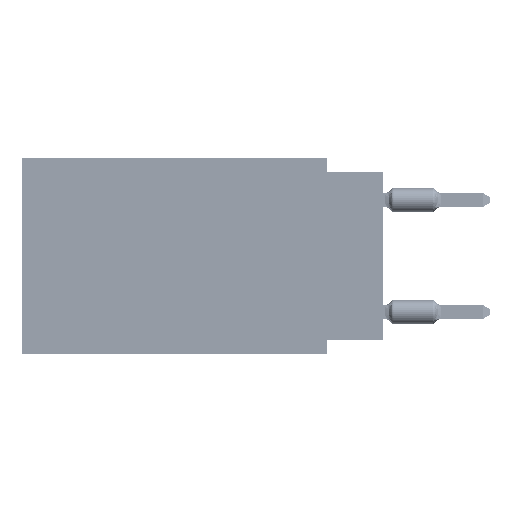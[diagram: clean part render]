
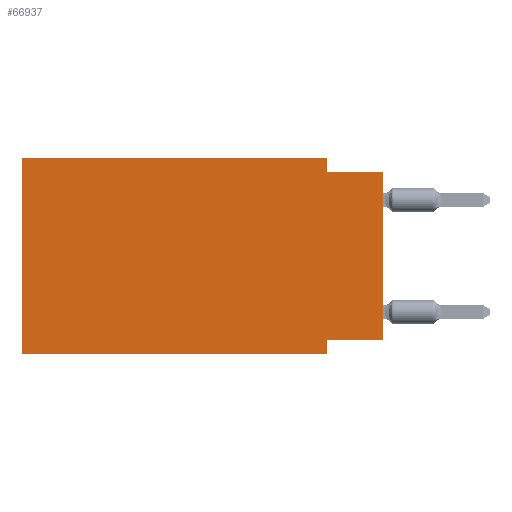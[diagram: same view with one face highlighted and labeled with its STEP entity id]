
A CAD part, left-side view. The second image highlights one B-rep face of the part: STEP entity #66937.
In plain terms, the highlighted planar face has unit normal (-1, 0, 0).
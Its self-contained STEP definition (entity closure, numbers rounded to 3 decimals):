
#989 = DIRECTION ( 'NONE',  ( 1., 0., 0. ) ) ;
#2586 = VECTOR ( 'NONE', #69619, 1000. ) ;
#3005 = CARTESIAN_POINT ( 'NONE',  ( 0., 2.54, 0. ) ) ;
#4992 = CARTESIAN_POINT ( 'NONE',  ( 0., 2.54, 0. ) ) ;
#5227 = VECTOR ( 'NONE', #43821, 1000. ) ;
#5827 = DIRECTION ( 'NONE',  ( 0., 0., -1. ) ) ;
#6594 = EDGE_CURVE ( 'NONE', #23572, #70061, #31367, .T. ) ;
#6911 = ORIENTED_EDGE ( 'NONE', *, *, #35970, .T. ) ;
#7626 = ORIENTED_EDGE ( 'NONE', *, *, #73891, .F. ) ;
#8822 = CARTESIAN_POINT ( 'NONE',  ( 0., 0., -8.255 ) ) ;
#11507 = CARTESIAN_POINT ( 'NONE',  ( 0., 16.383, 0. ) ) ;
#11875 = FACE_OUTER_BOUND ( 'NONE', #31639, .T. ) ;
#16380 = CARTESIAN_POINT ( 'NONE',  ( 0., 0., -0.635 ) ) ;
#16786 = CARTESIAN_POINT ( 'NONE',  ( 0., 2.54, -8.255 ) ) ;
#16812 = AXIS2_PLACEMENT_3D ( 'NONE', #11507, #989, #40746 ) ;
#21758 = ORIENTED_EDGE ( 'NONE', *, *, #38110, .F. ) ;
#23388 = EDGE_CURVE ( 'NONE', #44053, #70128, #34328, .T. ) ;
#23572 = VERTEX_POINT ( 'NONE', #52321 ) ;
#26997 = EDGE_CURVE ( 'NONE', #23572, #70128, #62937, .T. ) ;
#28277 = VECTOR ( 'NONE', #43555, 1000. ) ;
#28388 = VECTOR ( 'NONE', #32109, 1000. ) ;
#29910 = DIRECTION ( 'NONE',  ( 0., -1., 0. ) ) ;
#31367 = LINE ( 'NONE', #38117, #28388 ) ;
#31639 = EDGE_LOOP ( 'NONE', ( #6911, #71965, #7626, #66406, #38689, #61560, #74049, #21758 ) ) ;
#32070 = CARTESIAN_POINT ( 'NONE',  ( 0., 16.383, 0. ) ) ;
#32109 = DIRECTION ( 'NONE',  ( 0., 0., 1. ) ) ;
#32225 = EDGE_CURVE ( 'NONE', #70061, #51966, #70700, .T. ) ;
#34328 = LINE ( 'NONE', #40335, #49078 ) ;
#34610 = DIRECTION ( 'NONE',  ( 0., 0., -1. ) ) ;
#35970 = EDGE_CURVE ( 'NONE', #67082, #40957, #52391, .T. ) ;
#38110 = EDGE_CURVE ( 'NONE', #67082, #44053, #44193, .T. ) ;
#38117 = CARTESIAN_POINT ( 'NONE',  ( 0., 16.383, 0. ) ) ;
#38465 = VECTOR ( 'NONE', #29910, 1000. ) ;
#38689 = ORIENTED_EDGE ( 'NONE', *, *, #6594, .F. ) ;
#39100 = CARTESIAN_POINT ( 'NONE',  ( 0., 2.54, -0.635 ) ) ;
#40335 = CARTESIAN_POINT ( 'NONE',  ( 0., 2.54, -8.89 ) ) ;
#40639 = EDGE_CURVE ( 'NONE', #56035, #40957, #49560, .T. ) ;
#40746 = DIRECTION ( 'NONE',  ( 0., 0., -1. ) ) ;
#40957 = VERTEX_POINT ( 'NONE', #16380 ) ;
#43555 = DIRECTION ( 'NONE',  ( 0., -1., 0. ) ) ;
#43821 = DIRECTION ( 'NONE',  ( 0., 1., 0. ) ) ;
#44053 = VERTEX_POINT ( 'NONE', #16786 ) ;
#44193 = LINE ( 'NONE', #72309, #5227 ) ;
#45026 = CARTESIAN_POINT ( 'NONE',  ( 0., 16.383, 0. ) ) ;
#46783 = CARTESIAN_POINT ( 'NONE',  ( 0., 16.383, -8.89 ) ) ;
#47121 = CARTESIAN_POINT ( 'NONE',  ( 0., 0., 0. ) ) ;
#47732 = VECTOR ( 'NONE', #34610, 1000. ) ;
#48211 = DIRECTION ( 'NONE',  ( 0., -1., 0. ) ) ;
#49078 = VECTOR ( 'NONE', #5827, 1000. ) ;
#49560 = LINE ( 'NONE', #72048, #28277 ) ;
#51966 = VERTEX_POINT ( 'NONE', #3005 ) ;
#52321 = CARTESIAN_POINT ( 'NONE',  ( 0., 16.383, -8.89 ) ) ;
#52391 = LINE ( 'NONE', #47121, #2586 ) ;
#56035 = VERTEX_POINT ( 'NONE', #39100 ) ;
#61560 = ORIENTED_EDGE ( 'NONE', *, *, #26997, .T. ) ;
#62747 = LINE ( 'NONE', #4992, #47732 ) ;
#62885 = PLANE ( 'NONE',  #16812 ) ;
#62937 = LINE ( 'NONE', #46783, #38465 ) ;
#66406 = ORIENTED_EDGE ( 'NONE', *, *, #32225, .F. ) ;
#66937 = ADVANCED_FACE ( 'NONE', ( #11875 ), #62885, .F. ) ;
#67082 = VERTEX_POINT ( 'NONE', #8822 ) ;
#68285 = VECTOR ( 'NONE', #48211, 1000. ) ;
#69619 = DIRECTION ( 'NONE',  ( 0., 0., 1. ) ) ;
#70061 = VERTEX_POINT ( 'NONE', #45026 ) ;
#70128 = VERTEX_POINT ( 'NONE', #70380 ) ;
#70380 = CARTESIAN_POINT ( 'NONE',  ( 0., 2.54, -8.89 ) ) ;
#70700 = LINE ( 'NONE', #32070, #68285 ) ;
#71965 = ORIENTED_EDGE ( 'NONE', *, *, #40639, .F. ) ;
#72048 = CARTESIAN_POINT ( 'NONE',  ( 0., 0., -0.635 ) ) ;
#72309 = CARTESIAN_POINT ( 'NONE',  ( 0., 0., -8.255 ) ) ;
#73891 = EDGE_CURVE ( 'NONE', #51966, #56035, #62747, .T. ) ;
#74049 = ORIENTED_EDGE ( 'NONE', *, *, #23388, .F. ) ;
